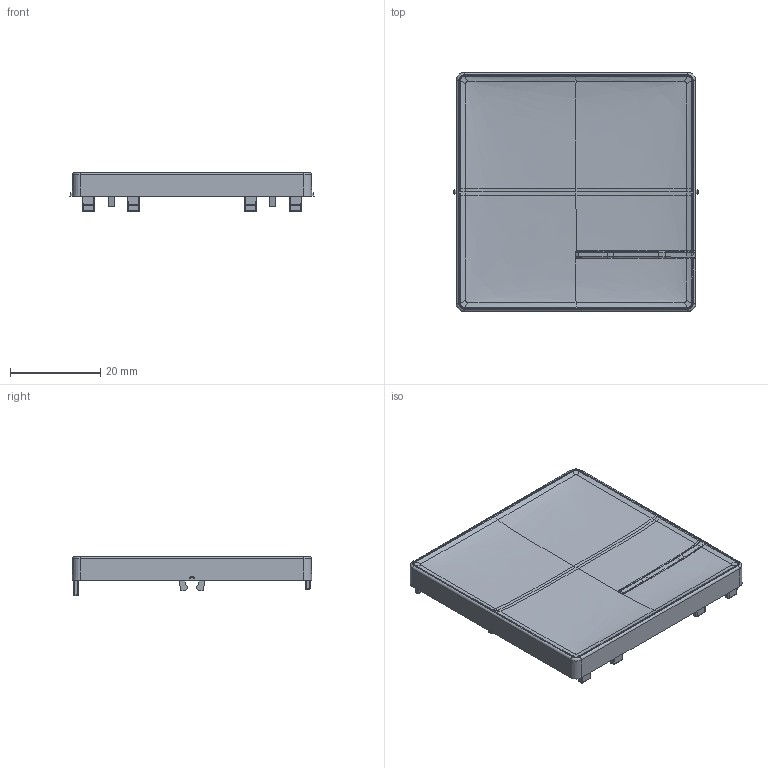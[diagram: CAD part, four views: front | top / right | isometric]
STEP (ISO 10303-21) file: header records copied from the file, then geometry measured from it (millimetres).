
FILE_DESCRIPTION(('CATIA V5 STEP Exchange','CAx-IF Rec.Pracs.--- Model Styling and Organization---1.4--- 2014-01-23'),'2;1');
FILE_NAME('754749_AllCATPart.stp','2020-02-18T10:57:05+00:00',('none'),('none'),'CATIA Version 5-6 Release 2017 SP3','CATIA V5 STEP AP214','none');
FILE_SCHEMA(('AUTOMOTIVE_DESIGN { 1 0 10303 214 1 1 1 1 }'));
Products named in the file (1): 754749_AllCATPart
Bounding box: 54.2 x 53.19 x 8.8 mm (x, y, z)
Volume: 5825.7 mm3; surface area: 7998.7 mm2
Topology: 1 solids, 3 shells, 2449 faces, 6968 edges, 4523 vertices
Faces by surface type: plane 1977, bspline 177, cylinder 140, extrusion 73, sphere 36, cone 34, torus 12
Entity records: 94151 total; most frequent: CARTESIAN_POINT 36266, ORIENTED_EDGE 13848, DIRECTION 7691, EDGE_CURVE 6924, VERTEX_POINT 4523, B_SPLINE_CURVE_WITH_KNOTS 3515, VECTOR 3381, LINE 3308
